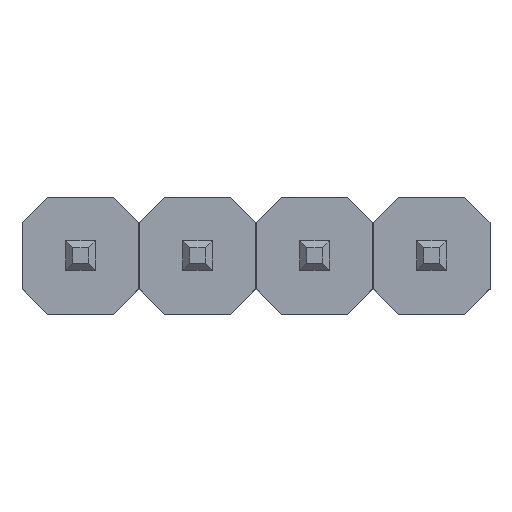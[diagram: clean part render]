
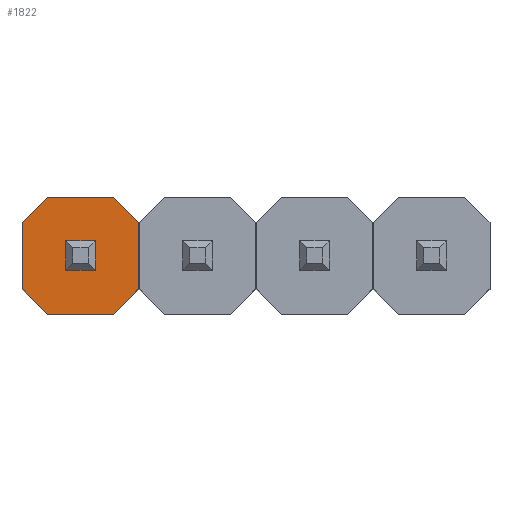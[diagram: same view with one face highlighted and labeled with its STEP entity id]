
A CAD part, top view. The second image highlights one B-rep face of the part: STEP entity #1822.
In plain terms, the highlighted planar face has unit normal (0, 0, 1).
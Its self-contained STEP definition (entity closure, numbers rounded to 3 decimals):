
#46=FACE_OUTER_BOUND('',#158,.T.);
#158=EDGE_LOOP('',(#1249,#1250,#1251,#1252,#1253,#1254,#1255,#1256));
#262=LINE('',#2558,#518);
#266=LINE('',#2567,#522);
#273=LINE('',#2580,#529);
#282=LINE('',#2597,#538);
#288=LINE('',#2608,#544);
#289=LINE('',#2610,#545);
#291=LINE('',#2614,#547);
#292=LINE('',#2616,#548);
#518=VECTOR('',#2069,10.);
#522=VECTOR('',#2075,10.);
#529=VECTOR('',#2084,10.);
#538=VECTOR('',#2101,10.);
#544=VECTOR('',#2111,10.);
#545=VECTOR('',#2114,10.);
#547=VECTOR('',#2118,10.);
#548=VECTOR('',#2121,10.);
#774=VERTEX_POINT('',#2555);
#775=VERTEX_POINT('',#2557);
#778=VERTEX_POINT('',#2564);
#779=VERTEX_POINT('',#2566);
#784=VERTEX_POINT('',#2578);
#788=VERTEX_POINT('',#2596);
#791=VERTEX_POINT('',#2606);
#792=VERTEX_POINT('',#2612);
#934=EDGE_CURVE('',#774,#775,#262,.T.);
#938=EDGE_CURVE('',#778,#779,#266,.T.);
#945=EDGE_CURVE('',#774,#784,#273,.T.);
#954=EDGE_CURVE('',#778,#788,#282,.T.);
#960=EDGE_CURVE('',#791,#784,#288,.T.);
#961=EDGE_CURVE('',#791,#779,#289,.T.);
#963=EDGE_CURVE('',#792,#788,#291,.T.);
#964=EDGE_CURVE('',#792,#775,#292,.T.);
#1249=ORIENTED_EDGE('',*,*,#960,.F.);
#1250=ORIENTED_EDGE('',*,*,#961,.T.);
#1251=ORIENTED_EDGE('',*,*,#938,.F.);
#1252=ORIENTED_EDGE('',*,*,#954,.T.);
#1253=ORIENTED_EDGE('',*,*,#963,.F.);
#1254=ORIENTED_EDGE('',*,*,#964,.T.);
#1255=ORIENTED_EDGE('',*,*,#934,.F.);
#1256=ORIENTED_EDGE('',*,*,#945,.T.);
#1710=PLANE('',#1956);
#1822=ADVANCED_FACE('',(#46),#1710,.T.);
#1956=AXIS2_PLACEMENT_3D('',#2617,#2122,#2123);
#2069=DIRECTION('',(-0.707,-0.707,0.));
#2075=DIRECTION('',(0.707,0.707,0.));
#2084=DIRECTION('',(0.,1.,0.));
#2101=DIRECTION('',(0.,-1.,0.));
#2111=DIRECTION('',(0.707,-0.707,0.));
#2114=DIRECTION('',(-1.,0.,0.));
#2118=DIRECTION('',(-0.707,0.707,0.));
#2121=DIRECTION('',(1.,0.,0.));
#2122=DIRECTION('center_axis',(0.,0.,1.));
#2123=DIRECTION('ref_axis',(1.,0.,0.));
#2555=CARTESIAN_POINT('',(-2.54,-0.717,2.59));
#2557=CARTESIAN_POINT('',(-3.093,-1.27,2.59));
#2558=CARTESIAN_POINT('',(-2.816,-0.994,2.59));
#2564=CARTESIAN_POINT('',(-5.08,0.717,2.59));
#2566=CARTESIAN_POINT('',(-4.527,1.27,2.59));
#2567=CARTESIAN_POINT('',(-4.804,0.994,2.59));
#2578=CARTESIAN_POINT('',(-2.54,0.717,2.59));
#2580=CARTESIAN_POINT('',(-2.54,-1.27,2.59));
#2596=CARTESIAN_POINT('',(-5.08,-0.717,2.59));
#2597=CARTESIAN_POINT('',(-5.08,1.27,2.59));
#2606=CARTESIAN_POINT('',(-3.093,1.27,2.59));
#2608=CARTESIAN_POINT('',(-2.816,0.994,2.59));
#2610=CARTESIAN_POINT('',(-2.54,1.27,2.59));
#2612=CARTESIAN_POINT('',(-4.527,-1.27,2.59));
#2614=CARTESIAN_POINT('',(-4.804,-0.994,2.59));
#2616=CARTESIAN_POINT('',(-5.08,-1.27,2.59));
#2617=CARTESIAN_POINT('Origin',(-3.81,0.,
2.59));
